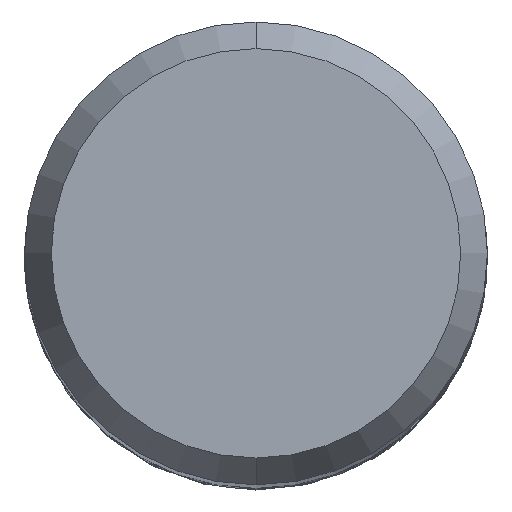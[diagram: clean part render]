
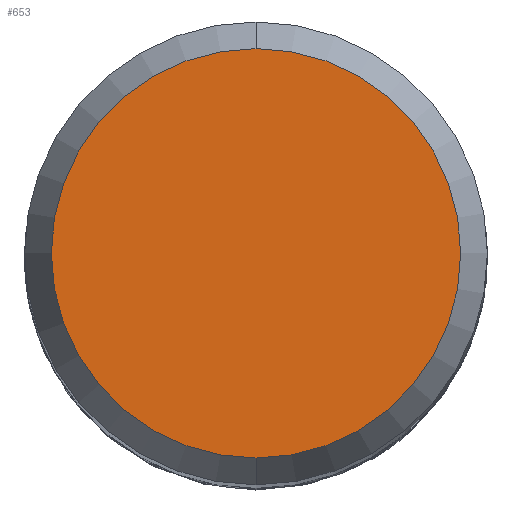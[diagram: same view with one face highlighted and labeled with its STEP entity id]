
A CAD part, top view. The second image highlights one B-rep face of the part: STEP entity #653.
In plain terms, the highlighted planar face has unit normal (0, 0, 1).
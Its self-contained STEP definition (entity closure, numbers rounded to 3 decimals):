
#653=ADVANCED_FACE('',(#1560),#1561,.T.);
#911=EDGE_CURVE('',#1129,#1079,#1848,.T.);
#1079=VERTEX_POINT('',#2027);
#1129=VERTEX_POINT('',#2082);
#1139=EDGE_CURVE('',#1079,#1129,#2092,.T.);
#1560=FACE_OUTER_BOUND('',#3880,.T.);
#1561=PLANE('',#3881);
#1848=CIRCLE('',#8120,4.423);
#2027=CARTESIAN_POINT('',(0.,-4.423,0.0));
#2082=CARTESIAN_POINT('',(0.0,4.423,0.0));
#2092=CIRCLE('',#10551,4.423);
#3880=EDGE_LOOP('',(#13186,#13187));
#3881=AXIS2_PLACEMENT_3D('',#13188,#13189,#13190);
#8120=AXIS2_PLACEMENT_3D('',#13501,#13502,#13503);
#10551=AXIS2_PLACEMENT_3D('',#13711,#13712,#13713);
#13186=ORIENTED_EDGE('',*,*,#911,.F.);
#13187=ORIENTED_EDGE('',*,*,#1139,.F.);
#13188=CARTESIAN_POINT('',(0.0,2.211,0.0));
#13189=DIRECTION('',(-0.0,0.0,1.0));
#13190=DIRECTION('',(0.0,-1.0,0.0));
#13501=CARTESIAN_POINT('',(0.0,0.0,0.0));
#13502=DIRECTION('',(0.0,0.0,-1.0));
#13503=DIRECTION('',(0.0,1.0,0.0));
#13711=CARTESIAN_POINT('',(0.0,0.0,0.0));
#13712=DIRECTION('',(0.0,0.0,-1.0));
#13713=DIRECTION('',(0.0,1.0,0.0));
